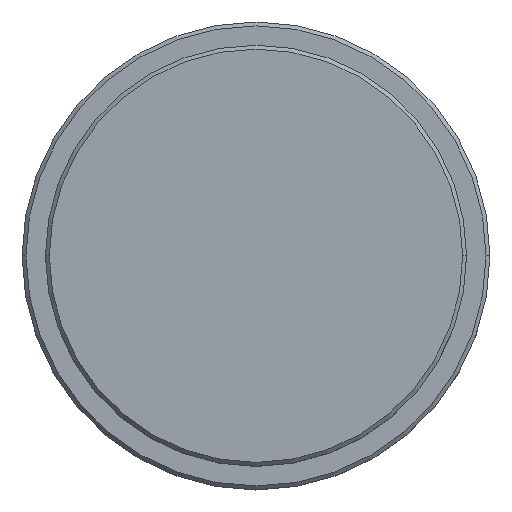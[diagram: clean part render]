
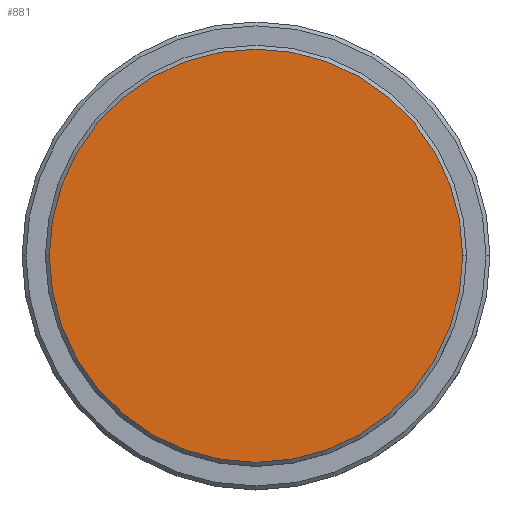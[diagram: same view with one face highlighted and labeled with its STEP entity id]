
A CAD part, top view. The second image highlights one B-rep face of the part: STEP entity #881.
In plain terms, the highlighted planar face has unit normal (0, 0, 1).
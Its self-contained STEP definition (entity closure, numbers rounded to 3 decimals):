
#63 = DIRECTION ( 'NONE',  ( 0., 0., 1. ) ) ;
#113 = CIRCLE ( 'NONE', #1142, 26.5 ) ;
#280 = EDGE_LOOP ( 'NONE', ( #961, #413 ) ) ;
#314 = CARTESIAN_POINT ( 'NONE',  ( -26.5, 0., 0. ) ) ;
#400 = CARTESIAN_POINT ( 'NONE',  ( 0., 0., 0. ) ) ;
#413 = ORIENTED_EDGE ( 'NONE', *, *, #546, .T. ) ;
#457 = AXIS2_PLACEMENT_3D ( 'NONE', #1262, #1034, #492 ) ;
#492 = DIRECTION ( 'NONE',  ( 1., 0., 0. ) ) ;
#534 = DIRECTION ( 'NONE',  ( 0., 0., 1. ) ) ;
#546 = EDGE_CURVE ( 'NONE', #1109, #1028, #113, .T. ) ;
#605 = DIRECTION ( 'NONE',  ( 1., 0., 0. ) ) ;
#611 = CARTESIAN_POINT ( 'NONE',  ( 26.5, 0., 0. ) ) ;
#729 = PLANE ( 'NONE',  #1144 ) ;
#845 = CIRCLE ( 'NONE', #457, 26.5 ) ;
#881 = ADVANCED_FACE ( 'NONE', ( #944 ), #729, .T. ) ;
#888 = EDGE_CURVE ( 'NONE', #1028, #1109, #845, .T. ) ;
#892 = DIRECTION ( 'NONE',  ( 1., 0., 0. ) ) ;
#944 = FACE_OUTER_BOUND ( 'NONE', #280, .T. ) ;
#961 = ORIENTED_EDGE ( 'NONE', *, *, #888, .T. ) ;
#987 = CARTESIAN_POINT ( 'NONE',  ( 0., 0., 0. ) ) ;
#1028 = VERTEX_POINT ( 'NONE', #314 ) ;
#1034 = DIRECTION ( 'NONE',  ( 0., 0., 1. ) ) ;
#1109 = VERTEX_POINT ( 'NONE', #611 ) ;
#1142 = AXIS2_PLACEMENT_3D ( 'NONE', #987, #534, #892 ) ;
#1144 = AXIS2_PLACEMENT_3D ( 'NONE', #400, #63, #605 ) ;
#1262 = CARTESIAN_POINT ( 'NONE',  ( 0., 0., 0. ) ) ;
